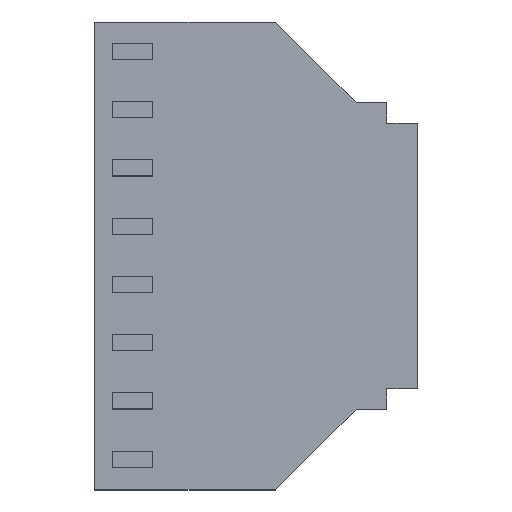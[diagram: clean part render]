
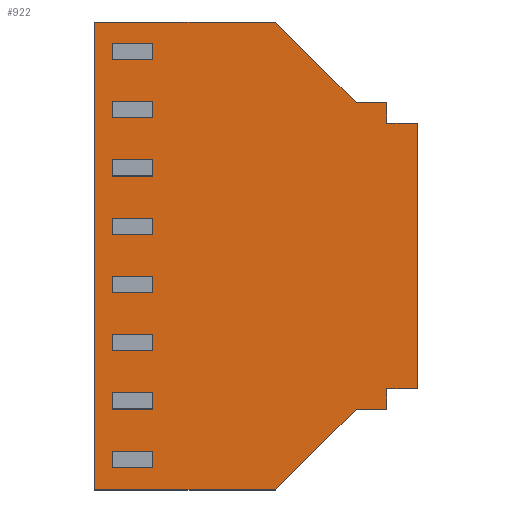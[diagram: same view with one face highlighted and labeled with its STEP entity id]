
A CAD part, top view. The second image highlights one B-rep face of the part: STEP entity #922.
In plain terms, the highlighted planar face has unit normal (0, 0, 1).
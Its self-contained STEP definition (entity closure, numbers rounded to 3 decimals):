
#562 = VERTEX_POINT('',#563);
#563 = CARTESIAN_POINT('',(103.378,-145.669,1.51));
#569 = EDGE_CURVE('',#562,#570,#572,.T.);
#570 = VERTEX_POINT('',#571);
#571 = CARTESIAN_POINT('',(107.188,-145.669,1.51));
#572 = LINE('',#573,#574);
#573 = CARTESIAN_POINT('',(103.378,-145.669,1.51));
#574 = VECTOR('',#575,1.);
#575 = DIRECTION('',(1.,0.,0.));
#602 = VERTEX_POINT('',#603);
#603 = CARTESIAN_POINT('',(93.345,-135.636,1.51));
#609 = EDGE_CURVE('',#602,#562,#610,.T.);
#610 = LINE('',#611,#612);
#611 = CARTESIAN_POINT('',(93.345,-135.636,1.51));
#612 = VECTOR('',#613,1.);
#613 = DIRECTION('',(0.707,-0.707,0.));
#631 = EDGE_CURVE('',#570,#632,#634,.T.);
#632 = VERTEX_POINT('',#633);
#633 = CARTESIAN_POINT('',(107.188,-148.209,1.51));
#634 = LINE('',#635,#636);
#635 = CARTESIAN_POINT('',(107.188,-145.669,1.51));
#636 = VECTOR('',#637,1.);
#637 = DIRECTION('',(0.,-1.,0.));
#922 = ADVANCED_FACE('',(#923,#1006,#1017,#1028,#1039,#1050,#1061,#1072,
    #1083,#1094,#1105,#1116,#1127,#1138,#1149,#1160,#1171),#1182,.T.);
#923 = FACE_BOUND('',#924,.T.);
#924 = EDGE_LOOP('',(#925,#926,#927,#935,#943,#951,#959,#967,#975,#983,
    #991,#999,#1005));
#925 = ORIENTED_EDGE('',*,*,#569,.F.);
#926 = ORIENTED_EDGE('',*,*,#609,.F.);
#927 = ORIENTED_EDGE('',*,*,#928,.F.);
#928 = EDGE_CURVE('',#929,#602,#931,.T.);
#929 = VERTEX_POINT('',#930);
#930 = CARTESIAN_POINT('',(70.866,-135.636,1.51));
#931 = LINE('',#932,#933);
#932 = CARTESIAN_POINT('',(70.866,-135.636,1.51));
#933 = VECTOR('',#934,1.);
#934 = DIRECTION('',(1.,0.,0.));
#935 = ORIENTED_EDGE('',*,*,#936,.F.);
#936 = EDGE_CURVE('',#937,#929,#939,.T.);
#937 = VERTEX_POINT('',#938);
#938 = CARTESIAN_POINT('',(70.866,-164.846,1.51));
#939 = LINE('',#940,#941);
#940 = CARTESIAN_POINT('',(70.866,-164.846,1.51));
#941 = VECTOR('',#942,1.);
#942 = DIRECTION('',(0.,1.,0.));
#943 = ORIENTED_EDGE('',*,*,#944,.F.);
#944 = EDGE_CURVE('',#945,#937,#947,.T.);
#945 = VERTEX_POINT('',#946);
#946 = CARTESIAN_POINT('',(70.866,-193.802,1.51));
#947 = LINE('',#948,#949);
#948 = CARTESIAN_POINT('',(70.866,-193.802,1.51));
#949 = VECTOR('',#950,1.);
#950 = DIRECTION('',(0.,1.,0.));
#951 = ORIENTED_EDGE('',*,*,#952,.F.);
#952 = EDGE_CURVE('',#953,#945,#955,.T.);
#953 = VERTEX_POINT('',#954);
#954 = CARTESIAN_POINT('',(93.345,-193.802,1.51));
#955 = LINE('',#956,#957);
#956 = CARTESIAN_POINT('',(93.345,-193.802,1.51));
#957 = VECTOR('',#958,1.);
#958 = DIRECTION('',(-1.,0.,0.));
#959 = ORIENTED_EDGE('',*,*,#960,.F.);
#960 = EDGE_CURVE('',#961,#953,#963,.T.);
#961 = VERTEX_POINT('',#962);
#962 = CARTESIAN_POINT('',(103.378,-183.769,1.51));
#963 = LINE('',#964,#965);
#964 = CARTESIAN_POINT('',(103.378,-183.769,1.51));
#965 = VECTOR('',#966,1.);
#966 = DIRECTION('',(-0.707,-0.707,0.));
#967 = ORIENTED_EDGE('',*,*,#968,.F.);
#968 = EDGE_CURVE('',#969,#961,#971,.T.);
#969 = VERTEX_POINT('',#970);
#970 = CARTESIAN_POINT('',(107.188,-183.769,1.51));
#971 = LINE('',#972,#973);
#972 = CARTESIAN_POINT('',(107.188,-183.769,1.51));
#973 = VECTOR('',#974,1.);
#974 = DIRECTION('',(-1.,0.,0.));
#975 = ORIENTED_EDGE('',*,*,#976,.F.);
#976 = EDGE_CURVE('',#977,#969,#979,.T.);
#977 = VERTEX_POINT('',#978);
#978 = CARTESIAN_POINT('',(107.188,-181.229,1.51));
#979 = LINE('',#980,#981);
#980 = CARTESIAN_POINT('',(107.188,-181.229,1.51));
#981 = VECTOR('',#982,1.);
#982 = DIRECTION('',(0.,-1.,0.));
#983 = ORIENTED_EDGE('',*,*,#984,.F.);
#984 = EDGE_CURVE('',#985,#977,#987,.T.);
#985 = VERTEX_POINT('',#986);
#986 = CARTESIAN_POINT('',(110.998,-181.229,1.51));
#987 = LINE('',#988,#989);
#988 = CARTESIAN_POINT('',(110.998,-181.229,1.51));
#989 = VECTOR('',#990,1.);
#990 = DIRECTION('',(-1.,0.,0.));
#991 = ORIENTED_EDGE('',*,*,#992,.F.);
#992 = EDGE_CURVE('',#993,#985,#995,.T.);
#993 = VERTEX_POINT('',#994);
#994 = CARTESIAN_POINT('',(110.998,-148.209,1.51));
#995 = LINE('',#996,#997);
#996 = CARTESIAN_POINT('',(110.998,-148.209,1.51));
#997 = VECTOR('',#998,1.);
#998 = DIRECTION('',(0.,-1.,0.));
#999 = ORIENTED_EDGE('',*,*,#1000,.F.);
#1000 = EDGE_CURVE('',#632,#993,#1001,.T.);
#1001 = LINE('',#1002,#1003);
#1002 = CARTESIAN_POINT('',(107.188,-148.209,1.51));
#1003 = VECTOR('',#1004,1.);
#1004 = DIRECTION('',(1.,0.,0.));
#1005 = ORIENTED_EDGE('',*,*,#631,.F.);
#1006 = FACE_BOUND('',#1007,.T.);
#1007 = EDGE_LOOP('',(#1008));
#1008 = ORIENTED_EDGE('',*,*,#1009,.T.);
#1009 = EDGE_CURVE('',#1010,#1010,#1012,.T.);
#1010 = VERTEX_POINT('',#1011);
#1011 = CARTESIAN_POINT('',(74.295,-190.442,1.51));
#1012 = CIRCLE('',#1013,0.45);
#1013 = AXIS2_PLACEMENT_3D('',#1014,#1015,#1016);
#1014 = CARTESIAN_POINT('',(74.295,-189.992,1.51));
#1015 = DIRECTION('',(-0.,0.,-1.));
#1016 = DIRECTION('',(-0.,-1.,0.));
#1017 = FACE_BOUND('',#1018,.T.);
#1018 = EDGE_LOOP('',(#1019));
#1019 = ORIENTED_EDGE('',*,*,#1020,.T.);
#1020 = EDGE_CURVE('',#1021,#1021,#1023,.T.);
#1021 = VERTEX_POINT('',#1022);
#1022 = CARTESIAN_POINT('',(74.295,-183.203,1.51));
#1023 = CIRCLE('',#1024,0.45);
#1024 = AXIS2_PLACEMENT_3D('',#1025,#1026,#1027);
#1025 = CARTESIAN_POINT('',(74.295,-182.753,1.51));
#1026 = DIRECTION('',(-0.,0.,-1.));
#1027 = DIRECTION('',(-0.,-1.,0.));
#1028 = FACE_BOUND('',#1029,.T.);
#1029 = EDGE_LOOP('',(#1030));
#1030 = ORIENTED_EDGE('',*,*,#1031,.T.);
#1031 = EDGE_CURVE('',#1032,#1032,#1034,.T.);
#1032 = VERTEX_POINT('',#1033);
#1033 = CARTESIAN_POINT('',(74.295,-175.964,1.51));
#1034 = CIRCLE('',#1035,0.45);
#1035 = AXIS2_PLACEMENT_3D('',#1036,#1037,#1038);
#1036 = CARTESIAN_POINT('',(74.295,-175.514,1.51));
#1037 = DIRECTION('',(-0.,0.,-1.));
#1038 = DIRECTION('',(-0.,-1.,0.));
#1039 = FACE_BOUND('',#1040,.T.);
#1040 = EDGE_LOOP('',(#1041));
#1041 = ORIENTED_EDGE('',*,*,#1042,.T.);
#1042 = EDGE_CURVE('',#1043,#1043,#1045,.T.);
#1043 = VERTEX_POINT('',#1044);
#1044 = CARTESIAN_POINT('',(74.295,-168.725,1.51));
#1045 = CIRCLE('',#1046,0.45);
#1046 = AXIS2_PLACEMENT_3D('',#1047,#1048,#1049);
#1047 = CARTESIAN_POINT('',(74.295,-168.275,1.51));
#1048 = DIRECTION('',(-0.,0.,-1.));
#1049 = DIRECTION('',(-0.,-1.,0.));
#1050 = FACE_BOUND('',#1051,.T.);
#1051 = EDGE_LOOP('',(#1052));
#1052 = ORIENTED_EDGE('',*,*,#1053,.T.);
#1053 = EDGE_CURVE('',#1054,#1054,#1056,.T.);
#1054 = VERTEX_POINT('',#1055);
#1055 = CARTESIAN_POINT('',(76.835,-190.442,1.51));
#1056 = CIRCLE('',#1057,0.45);
#1057 = AXIS2_PLACEMENT_3D('',#1058,#1059,#1060);
#1058 = CARTESIAN_POINT('',(76.835,-189.992,1.51));
#1059 = DIRECTION('',(-0.,0.,-1.));
#1060 = DIRECTION('',(0.,-1.,0.));
#1061 = FACE_BOUND('',#1062,.T.);
#1062 = EDGE_LOOP('',(#1063));
#1063 = ORIENTED_EDGE('',*,*,#1064,.T.);
#1064 = EDGE_CURVE('',#1065,#1065,#1067,.T.);
#1065 = VERTEX_POINT('',#1066);
#1066 = CARTESIAN_POINT('',(76.835,-183.203,1.51));
#1067 = CIRCLE('',#1068,0.45);
#1068 = AXIS2_PLACEMENT_3D('',#1069,#1070,#1071);
#1069 = CARTESIAN_POINT('',(76.835,-182.753,1.51));
#1070 = DIRECTION('',(-0.,0.,-1.));
#1071 = DIRECTION('',(0.,-1.,0.));
#1072 = FACE_BOUND('',#1073,.T.);
#1073 = EDGE_LOOP('',(#1074));
#1074 = ORIENTED_EDGE('',*,*,#1075,.T.);
#1075 = EDGE_CURVE('',#1076,#1076,#1078,.T.);
#1076 = VERTEX_POINT('',#1077);
#1077 = CARTESIAN_POINT('',(76.835,-175.964,1.51));
#1078 = CIRCLE('',#1079,0.45);
#1079 = AXIS2_PLACEMENT_3D('',#1080,#1081,#1082);
#1080 = CARTESIAN_POINT('',(76.835,-175.514,1.51));
#1081 = DIRECTION('',(-0.,0.,-1.));
#1082 = DIRECTION('',(0.,-1.,0.));
#1083 = FACE_BOUND('',#1084,.T.);
#1084 = EDGE_LOOP('',(#1085));
#1085 = ORIENTED_EDGE('',*,*,#1086,.T.);
#1086 = EDGE_CURVE('',#1087,#1087,#1089,.T.);
#1087 = VERTEX_POINT('',#1088);
#1088 = CARTESIAN_POINT('',(76.835,-168.725,1.51));
#1089 = CIRCLE('',#1090,0.45);
#1090 = AXIS2_PLACEMENT_3D('',#1091,#1092,#1093);
#1091 = CARTESIAN_POINT('',(76.835,-168.275,1.51));
#1092 = DIRECTION('',(-0.,0.,-1.));
#1093 = DIRECTION('',(0.,-1.,0.));
#1094 = FACE_BOUND('',#1095,.T.);
#1095 = EDGE_LOOP('',(#1096));
#1096 = ORIENTED_EDGE('',*,*,#1097,.T.);
#1097 = EDGE_CURVE('',#1098,#1098,#1100,.T.);
#1098 = VERTEX_POINT('',#1099);
#1099 = CARTESIAN_POINT('',(74.295,-161.486,1.51));
#1100 = CIRCLE('',#1101,0.45);
#1101 = AXIS2_PLACEMENT_3D('',#1102,#1103,#1104);
#1102 = CARTESIAN_POINT('',(74.295,-161.036,1.51));
#1103 = DIRECTION('',(-0.,0.,-1.));
#1104 = DIRECTION('',(-0.,-1.,0.));
#1105 = FACE_BOUND('',#1106,.T.);
#1106 = EDGE_LOOP('',(#1107));
#1107 = ORIENTED_EDGE('',*,*,#1108,.T.);
#1108 = EDGE_CURVE('',#1109,#1109,#1111,.T.);
#1109 = VERTEX_POINT('',#1110);
#1110 = CARTESIAN_POINT('',(74.295,-154.247,1.51));
#1111 = CIRCLE('',#1112,0.45);
#1112 = AXIS2_PLACEMENT_3D('',#1113,#1114,#1115);
#1113 = CARTESIAN_POINT('',(74.295,-153.797,1.51));
#1114 = DIRECTION('',(-0.,0.,-1.));
#1115 = DIRECTION('',(-0.,-1.,0.));
#1116 = FACE_BOUND('',#1117,.T.);
#1117 = EDGE_LOOP('',(#1118));
#1118 = ORIENTED_EDGE('',*,*,#1119,.T.);
#1119 = EDGE_CURVE('',#1120,#1120,#1122,.T.);
#1120 = VERTEX_POINT('',#1121);
#1121 = CARTESIAN_POINT('',(74.295,-147.008,1.51));
#1122 = CIRCLE('',#1123,0.45);
#1123 = AXIS2_PLACEMENT_3D('',#1124,#1125,#1126);
#1124 = CARTESIAN_POINT('',(74.295,-146.558,1.51));
#1125 = DIRECTION('',(-0.,0.,-1.));
#1126 = DIRECTION('',(-0.,-1.,0.));
#1127 = FACE_BOUND('',#1128,.T.);
#1128 = EDGE_LOOP('',(#1129));
#1129 = ORIENTED_EDGE('',*,*,#1130,.T.);
#1130 = EDGE_CURVE('',#1131,#1131,#1133,.T.);
#1131 = VERTEX_POINT('',#1132);
#1132 = CARTESIAN_POINT('',(74.295,-139.769,1.51));
#1133 = CIRCLE('',#1134,0.45);
#1134 = AXIS2_PLACEMENT_3D('',#1135,#1136,#1137);
#1135 = CARTESIAN_POINT('',(74.295,-139.319,1.51));
#1136 = DIRECTION('',(-0.,0.,-1.));
#1137 = DIRECTION('',(-0.,-1.,0.));
#1138 = FACE_BOUND('',#1139,.T.);
#1139 = EDGE_LOOP('',(#1140));
#1140 = ORIENTED_EDGE('',*,*,#1141,.T.);
#1141 = EDGE_CURVE('',#1142,#1142,#1144,.T.);
#1142 = VERTEX_POINT('',#1143);
#1143 = CARTESIAN_POINT('',(76.835,-161.486,1.51));
#1144 = CIRCLE('',#1145,0.45);
#1145 = AXIS2_PLACEMENT_3D('',#1146,#1147,#1148);
#1146 = CARTESIAN_POINT('',(76.835,-161.036,1.51));
#1147 = DIRECTION('',(-0.,0.,-1.));
#1148 = DIRECTION('',(0.,-1.,0.));
#1149 = FACE_BOUND('',#1150,.T.);
#1150 = EDGE_LOOP('',(#1151));
#1151 = ORIENTED_EDGE('',*,*,#1152,.T.);
#1152 = EDGE_CURVE('',#1153,#1153,#1155,.T.);
#1153 = VERTEX_POINT('',#1154);
#1154 = CARTESIAN_POINT('',(76.835,-154.247,1.51));
#1155 = CIRCLE('',#1156,0.45);
#1156 = AXIS2_PLACEMENT_3D('',#1157,#1158,#1159);
#1157 = CARTESIAN_POINT('',(76.835,-153.797,1.51));
#1158 = DIRECTION('',(-0.,0.,-1.));
#1159 = DIRECTION('',(0.,-1.,0.));
#1160 = FACE_BOUND('',#1161,.T.);
#1161 = EDGE_LOOP('',(#1162));
#1162 = ORIENTED_EDGE('',*,*,#1163,.T.);
#1163 = EDGE_CURVE('',#1164,#1164,#1166,.T.);
#1164 = VERTEX_POINT('',#1165);
#1165 = CARTESIAN_POINT('',(76.835,-147.008,1.51));
#1166 = CIRCLE('',#1167,0.45);
#1167 = AXIS2_PLACEMENT_3D('',#1168,#1169,#1170);
#1168 = CARTESIAN_POINT('',(76.835,-146.558,1.51));
#1169 = DIRECTION('',(-0.,0.,-1.));
#1170 = DIRECTION('',(0.,-1.,0.));
#1171 = FACE_BOUND('',#1172,.T.);
#1172 = EDGE_LOOP('',(#1173));
#1173 = ORIENTED_EDGE('',*,*,#1174,.T.);
#1174 = EDGE_CURVE('',#1175,#1175,#1177,.T.);
#1175 = VERTEX_POINT('',#1176);
#1176 = CARTESIAN_POINT('',(76.835,-139.769,1.51));
#1177 = CIRCLE('',#1178,0.45);
#1178 = AXIS2_PLACEMENT_3D('',#1179,#1180,#1181);
#1179 = CARTESIAN_POINT('',(76.835,-139.319,1.51));
#1180 = DIRECTION('',(-0.,0.,-1.));
#1181 = DIRECTION('',(0.,-1.,0.));
#1182 = PLANE('',#1183);
#1183 = AXIS2_PLACEMENT_3D('',#1184,#1185,#1186);
#1184 = CARTESIAN_POINT('',(0.,0.,1.51));
#1185 = DIRECTION('',(0.,0.,1.));
#1186 = DIRECTION('',(1.,0.,-0.));
